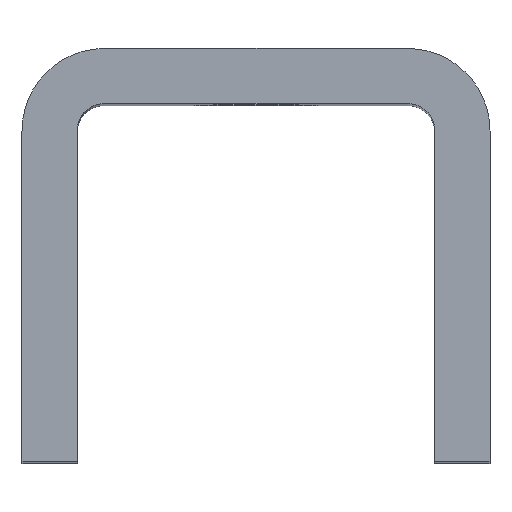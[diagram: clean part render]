
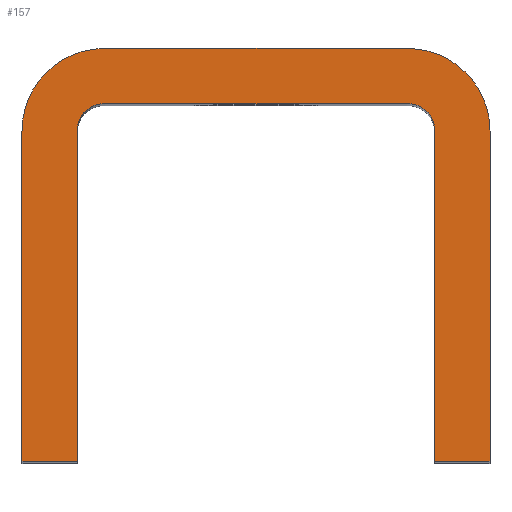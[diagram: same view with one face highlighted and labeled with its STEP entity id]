
A CAD part, top view. The second image highlights one B-rep face of the part: STEP entity #157.
In plain terms, the highlighted planar face has unit normal (0, 0, 1).
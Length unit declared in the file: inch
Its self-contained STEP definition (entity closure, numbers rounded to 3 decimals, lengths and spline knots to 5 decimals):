
#91=EDGE_CURVE('',#235,#236,#237,.T.);
#93=EDGE_CURVE('',#239,#240,#241,.T.);
#115=EDGE_CURVE('',#277,#239,#278,.T.);
#143=EDGE_CURVE('',#312,#321,#322,.T.);
#157=ADVANCED_FACE('',(#342),#343,.T.);
#159=EDGE_CURVE('',#318,#345,#346,.T.);
#181=EDGE_CURVE('',#345,#312,#375,.T.);
#183=EDGE_CURVE('',#321,#362,#377,.T.);
#185=EDGE_CURVE('',#270,#328,#379,.T.);
#187=EDGE_CURVE('',#236,#318,#381,.T.);
#193=EDGE_CURVE('',#328,#277,#388,.T.);
#199=EDGE_CURVE('',#362,#270,#394,.T.);
#203=EDGE_CURVE('',#240,#235,#399,.T.);
#235=VERTEX_POINT('',#431);
#236=VERTEX_POINT('',#432);
#237=LINE('',#433,#434);
#239=VERTEX_POINT('',#437);
#240=VERTEX_POINT('',#438);
#241=LINE('',#439,#440);
#270=VERTEX_POINT('',#504);
#277=VERTEX_POINT('',#515);
#278=B_SPLINE_CURVE_WITH_KNOTS('',3,(#516,#517,#518,#519),.UNSPECIFIED.,.F.,.F.,(4,4),(0.0,1.0),.UNSPECIFIED.);
#312=VERTEX_POINT('',#577);
#318=VERTEX_POINT('',#592);
#321=VERTEX_POINT('',#597);
#322=LINE('',#598,#599);
#328=VERTEX_POINT('',#610);
#342=FACE_OUTER_BOUND('',#641,.T.);
#343=PLANE('',#642);
#345=VERTEX_POINT('',#645);
#346=LINE('',#646,#647);
#362=VERTEX_POINT('',#680);
#375=B_SPLINE_CURVE_WITH_KNOTS('',3,(#713,#714,#715,#716),.UNSPECIFIED.,.F.,.F.,(4,4),(0.0,1.0),.UNSPECIFIED.);
#377=B_SPLINE_CURVE_WITH_KNOTS('',3,(#719,#720,#721,#722),.UNSPECIFIED.,.F.,.F.,(4,4),(0.0,1.0),.UNSPECIFIED.);
#379=LINE('',#725,#726);
#381=LINE('',#729,#730);
#388=LINE('',#742,#743);
#394=LINE('',#754,#755);
#399=B_SPLINE_CURVE_WITH_KNOTS('',3,(#768,#769,#770,#771),.UNSPECIFIED.,.F.,.F.,(4,4),(0.0,1.0),.UNSPECIFIED.);
#431=CARTESIAN_POINT('',(0.24992,1.49955,5.375));
#432=CARTESIAN_POINT('',(0.24992,0.0,5.375));
#433=CARTESIAN_POINT('',(0.24992,1.49955,5.375));
#434=VECTOR('',#811,1.0);
#437=CARTESIAN_POINT('',(1.74948,1.62453,5.375));
#438=CARTESIAN_POINT('',(0.37488,1.62453,5.375));
#439=CARTESIAN_POINT('',(1.74948,1.62453,5.375));
#440=VECTOR('',#812,1.0);
#504=CARTESIAN_POINT('',(2.12436,0.0,5.375));
#515=CARTESIAN_POINT('',(1.87444,1.49955,5.375));
#516=CARTESIAN_POINT('',(1.87444,1.49955,5.375));
#517=CARTESIAN_POINT('',(1.87444,1.56856,5.375));
#518=CARTESIAN_POINT('',(1.81848,1.62453,5.375));
#519=CARTESIAN_POINT('',(1.74948,1.62453,5.375));
#577=CARTESIAN_POINT('',(0.37488,1.87444,5.375));
#592=CARTESIAN_POINT('',(0.,0.0,5.375));
#597=CARTESIAN_POINT('',(1.74948,1.87444,5.375));
#598=CARTESIAN_POINT('',(0.37488,1.87444,5.375));
#599=VECTOR('',#918,1.0);
#610=CARTESIAN_POINT('',(1.87444,0.0,5.375));
#641=EDGE_LOOP('',(#940,#941,#942,#943,#944,#945,#946,#947,#948,#949,#950,#951));
#642=AXIS2_PLACEMENT_3D('',#952,#953,#954);
#645=CARTESIAN_POINT('',(0.,1.49955,5.375));
#646=CARTESIAN_POINT('',(0.,0.0,5.375));
#647=VECTOR('',#955,1.0);
#680=CARTESIAN_POINT('',(2.12436,1.49955,5.375));
#713=CARTESIAN_POINT('',(0.,1.49955,5.375));
#714=CARTESIAN_POINT('',(0.,1.70663,5.375));
#715=CARTESIAN_POINT('',(0.16785,1.87444,5.375));
#716=CARTESIAN_POINT('',(0.37488,1.87444,5.375));
#719=CARTESIAN_POINT('',(1.74948,1.87444,5.375));
#720=CARTESIAN_POINT('',(1.95652,1.87444,5.375));
#721=CARTESIAN_POINT('',(2.12436,1.70663,5.375));
#722=CARTESIAN_POINT('',(2.12436,1.49955,5.375));
#725=CARTESIAN_POINT('',(2.12436,0.0,5.375));
#726=VECTOR('',#996,1.0);
#729=CARTESIAN_POINT('',(0.24992,0.0,5.375));
#730=VECTOR('',#997,1.0);
#742=CARTESIAN_POINT('',(1.87444,0.0,5.375));
#743=VECTOR('',#1006,1.0);
#754=CARTESIAN_POINT('',(2.12436,1.49955,5.375));
#755=VECTOR('',#1009,1.0);
#768=CARTESIAN_POINT('',(0.37488,1.62453,5.375));
#769=CARTESIAN_POINT('',(0.30588,1.62453,5.375));
#770=CARTESIAN_POINT('',(0.24992,1.56856,5.375));
#771=CARTESIAN_POINT('',(0.24992,1.49955,5.375));
#811=DIRECTION('',(0.0,-1.0,0.0));
#812=DIRECTION('',(-1.0,0.0,0.0));
#918=DIRECTION('',(1.0,0.0,0.0));
#940=ORIENTED_EDGE('',*,*,#187,.F.);
#941=ORIENTED_EDGE('',*,*,#91,.F.);
#942=ORIENTED_EDGE('',*,*,#203,.F.);
#943=ORIENTED_EDGE('',*,*,#93,.F.);
#944=ORIENTED_EDGE('',*,*,#115,.F.);
#945=ORIENTED_EDGE('',*,*,#193,.F.);
#946=ORIENTED_EDGE('',*,*,#185,.F.);
#947=ORIENTED_EDGE('',*,*,#199,.F.);
#948=ORIENTED_EDGE('',*,*,#183,.F.);
#949=ORIENTED_EDGE('',*,*,#143,.F.);
#950=ORIENTED_EDGE('',*,*,#181,.F.);
#951=ORIENTED_EDGE('',*,*,#159,.F.);
#952=CARTESIAN_POINT('',(1.06218,1.10636,5.375));
#953=DIRECTION('',(0.0,0.0,1.0));
#954=DIRECTION('',(1.0,0.0,0.0));
#955=DIRECTION('',(0.0,1.0,0.0));
#996=DIRECTION('',(-1.0,0.0,0.0));
#997=DIRECTION('',(-1.0,0.0,0.0));
#1006=DIRECTION('',(0.0,1.0,0.0));
#1009=DIRECTION('',(0.0,-1.0,0.0));
